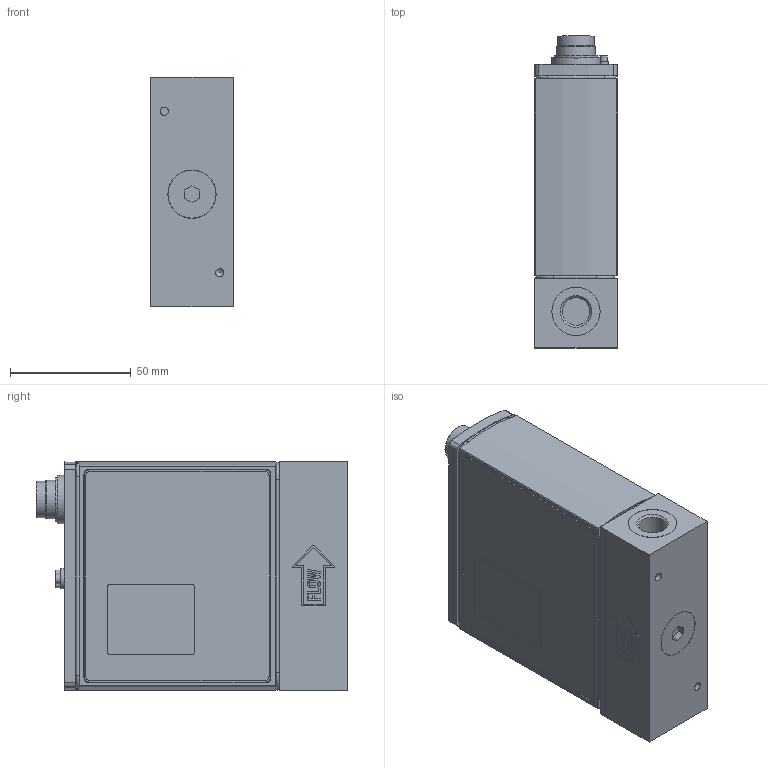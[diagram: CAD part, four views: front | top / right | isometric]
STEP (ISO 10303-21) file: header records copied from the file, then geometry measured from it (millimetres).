
FILE_DESCRIPTION(/* description */ (''),/* implementation_level */ '2;1');
FILE_NAME(/* name */ 'D-6410-Ann-00.stp',/* time_stamp */ '2023-02-16T10:13:01+01:00',/* author */ ('M-Huiskes'),/* organization */ (''),/* preprocessor_version */ 'ST-DEVELOPER v18.1',/* originating_system */ 'Autodesk Inventor 2021',/* authorisation */ '');
FILE_SCHEMA (('AUTOMOTIVE_DESIGN { 1 0 10303 214 3 1 1 }'));
Length unit declared in the file: millimetre
Products named in the file (1): Part12
Bounding box: 34 x 129.2 x 95 mm (x, y, z)
Volume: 371061.3 mm3; surface area: 49119.7 mm2
Topology: 1 solids, 19 shells, 410 faces, 973 edges, 633 vertices
Faces by surface type: plane 206, cylinder 123, bspline 48, cone 18, sphere 8, torus 7
Full cylindrical faces by diameter (mm): 1 x8, 2.013 x2, 2.459 x5, 2.5 x1, 2.88 x2, 3 x4, 3.4 x4, 3.459 x2, 3.75 x2, 4 x2, 5.4 x1, 5.5 x3, 6 x3, 6.7 x1, 8.3 x1, 11.1 x1, 11.445 x2, 14.5 x1, 15 x1, 16 x2, 18 x1, 18.1 x1, 19.9 x1, 20 x4
Entity records: 13214 total; most frequent: CARTESIAN_POINT 3238, DIRECTION 1975, ORIENTED_EDGE 1912, EDGE_CURVE 956, AXIS2_PLACEMENT_3D 723, VERTEX_POINT 633, LINE 529, VECTOR 529
